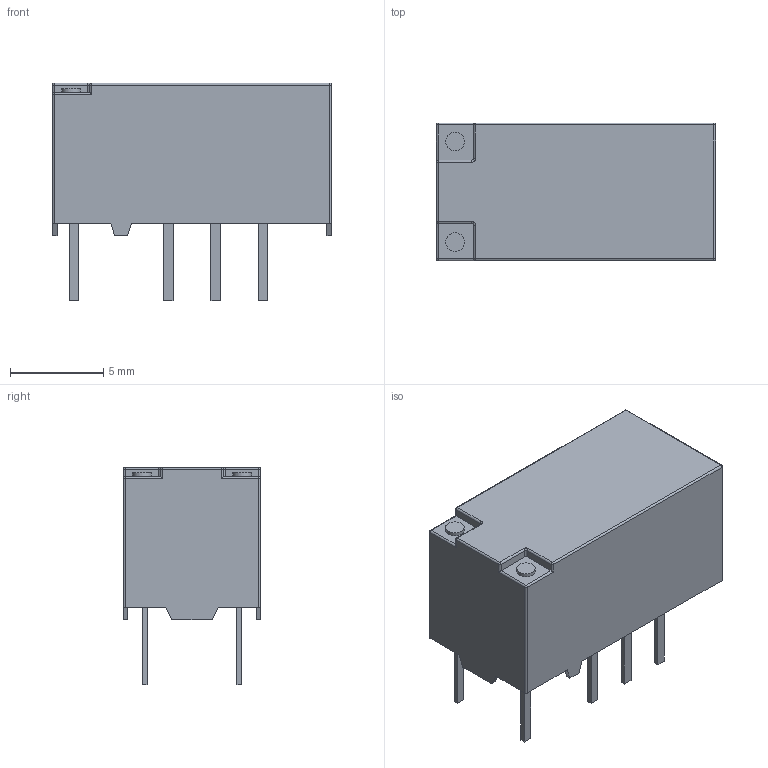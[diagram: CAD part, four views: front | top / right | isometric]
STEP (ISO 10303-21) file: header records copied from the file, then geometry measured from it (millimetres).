
FILE_DESCRIPTION( ( '' ), ' ' );
FILE_NAME( '5be20bc98bcc17188cf79c89.step', '2018-11-06T21:46:49', ( '' ), ( '' ), ' ', ' ', ' ' );
FILE_SCHEMA( ( 'AUTOMOTIVE_DESIGN { 1 0 10303 214 1 1 1 1 }' ) );
Length unit declared in the file: metre
Products named in the file (9): Open CASCADE STEP translator 6.8 2; Open CASCADE STEP translator 6.8 1
Bounding box: 15 x 7.4 x 11.7 mm (x, y, z)
Volume: 840.8 mm3; surface area: 635.6 mm2
Topology: 9 solids, 9 shells, 112 faces, 244 edges, 152 vertices
Faces by surface type: plane 78, cylinder 24, sphere 8, torus 2
Full cylindrical faces by diameter (mm): 1 x2
Entity records: 5190 total; most frequent: DIRECTION 530, CARTESIAN_POINT 515, ORIENTED_EDGE 484, STYLED_ITEM 354, PRESENTATION_STYLE_ASSIGNMENT 354, COLOUR_RGB 354, EDGE_CURVE 242, CURVE_STYLE 242
